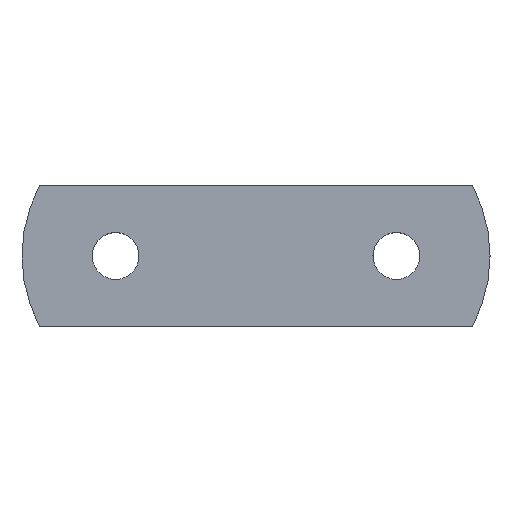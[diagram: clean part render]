
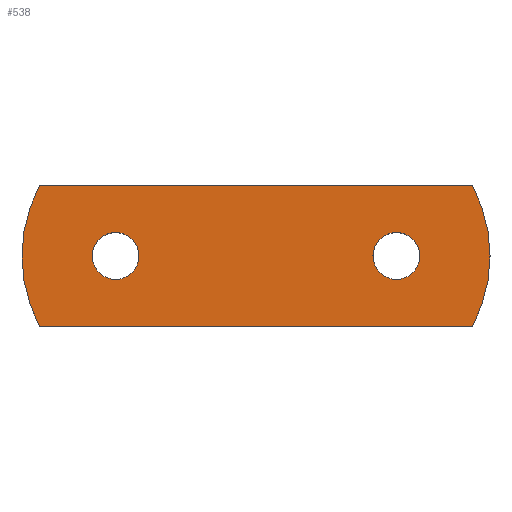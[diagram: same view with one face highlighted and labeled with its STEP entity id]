
A CAD part, top view. The second image highlights one B-rep face of the part: STEP entity #538.
In plain terms, the highlighted planar face has unit normal (0, 0, 1).
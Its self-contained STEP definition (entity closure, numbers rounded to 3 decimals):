
#2 = VERTEX_POINT ( 'NONE', #184 ) ;
#3 = CARTESIAN_POINT ( 'NONE',  ( 9., 0., 3. ) ) ;
#5 = CARTESIAN_POINT ( 'NONE',  ( 23.133, 7.5, 3. ) ) ;
#14 = VERTEX_POINT ( 'NONE', #242 ) ;
#16 = LINE ( 'NONE', #105, #247 ) ;
#23 = ORIENTED_EDGE ( 'NONE', *, *, #95, .T. ) ;
#29 = CARTESIAN_POINT ( 'NONE',  ( 12.5, 0., 3. ) ) ;
#31 = FACE_OUTER_BOUND ( 'NONE', #511, .T. ) ;
#32 = VERTEX_POINT ( 'NONE', #150 ) ;
#46 = CIRCLE ( 'NONE', #509, 2.5 ) ;
#50 = CARTESIAN_POINT ( 'NONE',  ( 17.5, 0., 3. ) ) ;
#58 = VECTOR ( 'NONE', #480, 1000. ) ;
#62 = VERTEX_POINT ( 'NONE', #566 ) ;
#67 = VERTEX_POINT ( 'NONE', #29 ) ;
#70 = AXIS2_PLACEMENT_3D ( 'NONE', #3, #270, #401 ) ;
#74 = EDGE_CURVE ( 'NONE', #369, #62, #219, .T. ) ;
#75 = FACE_BOUND ( 'NONE', #86, .T. ) ;
#76 = DIRECTION ( 'NONE',  ( 1., 0., 0. ) ) ;
#86 = EDGE_LOOP ( 'NONE', ( #495, #491 ) ) ;
#95 = EDGE_CURVE ( 'NONE', #62, #2, #126, .T. ) ;
#98 = ORIENTED_EDGE ( 'NONE', *, *, #159, .T. ) ;
#101 = CIRCLE ( 'NONE', #296, 2.5 ) ;
#105 = CARTESIAN_POINT ( 'NONE',  ( 23.133, -7.5, 3. ) ) ;
#125 = DIRECTION ( 'NONE',  ( 0., 0., -1. ) ) ;
#126 = CIRCLE ( 'NONE', #211, 16. ) ;
#127 = ORIENTED_EDGE ( 'NONE', *, *, #172, .T. ) ;
#131 = CARTESIAN_POINT ( 'NONE',  ( -9., 0., 3. ) ) ;
#132 = ORIENTED_EDGE ( 'NONE', *, *, #74, .T. ) ;
#137 = VERTEX_POINT ( 'NONE', #50 ) ;
#142 = VERTEX_POINT ( 'NONE', #482 ) ;
#150 = CARTESIAN_POINT ( 'NONE',  ( 23.133, -7.5, 3. ) ) ;
#159 = EDGE_CURVE ( 'NONE', #142, #14, #329, .T. ) ;
#162 = CARTESIAN_POINT ( 'NONE',  ( -9., 0., 3. ) ) ;
#163 = CIRCLE ( 'NONE', #583, 16. ) ;
#165 = CARTESIAN_POINT ( 'NONE',  ( 23.133, 7.5, 3. ) ) ;
#168 = DIRECTION ( 'NONE',  ( -1., 0., 0. ) ) ;
#172 = EDGE_CURVE ( 'NONE', #14, #142, #46, .T. ) ;
#173 = VERTEX_POINT ( 'NONE', #487 ) ;
#184 = CARTESIAN_POINT ( 'NONE',  ( -25., 0., 3. ) ) ;
#193 = AXIS2_PLACEMENT_3D ( 'NONE', #260, #575, #348 ) ;
#196 = CARTESIAN_POINT ( 'NONE',  ( 15., 0., 3. ) ) ;
#204 = DIRECTION ( 'NONE',  ( -1., 0., 0. ) ) ;
#211 = AXIS2_PLACEMENT_3D ( 'NONE', #131, #309, #76 ) ;
#214 = PLANE ( 'NONE',  #70 ) ;
#217 = ORIENTED_EDGE ( 'NONE', *, *, #311, .T. ) ;
#219 = LINE ( 'NONE', #165, #58 ) ;
#242 = CARTESIAN_POINT ( 'NONE',  ( -17.5, 0., 3. ) ) ;
#243 = EDGE_CURVE ( 'NONE', #173, #32, #16, .T. ) ;
#247 = VECTOR ( 'NONE', #373, 1000. ) ;
#251 = FACE_BOUND ( 'NONE', #359, .T. ) ;
#253 = AXIS2_PLACEMENT_3D ( 'NONE', #162, #298, #300 ) ;
#260 = CARTESIAN_POINT ( 'NONE',  ( -15., 0., 3. ) ) ;
#265 = AXIS2_PLACEMENT_3D ( 'NONE', #196, #476, #204 ) ;
#270 = DIRECTION ( 'NONE',  ( 0., 0., 1. ) ) ;
#286 = CARTESIAN_POINT ( 'NONE',  ( 9., 0., 3. ) ) ;
#296 = AXIS2_PLACEMENT_3D ( 'NONE', #324, #360, #410 ) ;
#298 = DIRECTION ( 'NONE',  ( 0., 0., 1. ) ) ;
#300 = DIRECTION ( 'NONE',  ( 1., 0., 0. ) ) ;
#309 = DIRECTION ( 'NONE',  ( 0., 0., 1. ) ) ;
#311 = EDGE_CURVE ( 'NONE', #32, #369, #163, .T. ) ;
#324 = CARTESIAN_POINT ( 'NONE',  ( 15., 0., 3. ) ) ;
#325 = DIRECTION ( 'NONE',  ( 1., 0., 0. ) ) ;
#329 = CIRCLE ( 'NONE', #193, 2.5 ) ;
#348 = DIRECTION ( 'NONE',  ( -1., 0., 0. ) ) ;
#356 = ORIENTED_EDGE ( 'NONE', *, *, #494, .T. ) ;
#359 = EDGE_LOOP ( 'NONE', ( #127, #98 ) ) ;
#360 = DIRECTION ( 'NONE',  ( 0., 0., -1. ) ) ;
#369 = VERTEX_POINT ( 'NONE', #5 ) ;
#373 = DIRECTION ( 'NONE',  ( 1., 0., 0. ) ) ;
#401 = DIRECTION ( 'NONE',  ( 1., 0., 0. ) ) ;
#410 = DIRECTION ( 'NONE',  ( -1., 0., 0. ) ) ;
#421 = CIRCLE ( 'NONE', #265, 2.5 ) ;
#476 = DIRECTION ( 'NONE',  ( 0., 0., -1. ) ) ;
#480 = DIRECTION ( 'NONE',  ( -1., 0., 0. ) ) ;
#482 = CARTESIAN_POINT ( 'NONE',  ( -12.5, 0., 3. ) ) ;
#487 = CARTESIAN_POINT ( 'NONE',  ( -23.133, -7.5, 3. ) ) ;
#491 = ORIENTED_EDGE ( 'NONE', *, *, #562, .T. ) ;
#494 = EDGE_CURVE ( 'NONE', #2, #173, #542, .T. ) ;
#495 = ORIENTED_EDGE ( 'NONE', *, *, #515, .T. ) ;
#509 = AXIS2_PLACEMENT_3D ( 'NONE', #531, #125, #168 ) ;
#511 = EDGE_LOOP ( 'NONE', ( #217, #132, #23, #356, #539 ) ) ;
#515 = EDGE_CURVE ( 'NONE', #67, #137, #421, .T. ) ;
#531 = CARTESIAN_POINT ( 'NONE',  ( -15., 0., 3. ) ) ;
#538 = ADVANCED_FACE ( 'NONE', ( #75, #251, #31 ), #214, .T. ) ;
#539 = ORIENTED_EDGE ( 'NONE', *, *, #243, .T. ) ;
#542 = CIRCLE ( 'NONE', #253, 16. ) ;
#548 = DIRECTION ( 'NONE',  ( 0., 0., 1. ) ) ;
#562 = EDGE_CURVE ( 'NONE', #137, #67, #101, .T. ) ;
#566 = CARTESIAN_POINT ( 'NONE',  ( -23.133, 7.5, 3. ) ) ;
#575 = DIRECTION ( 'NONE',  ( 0., 0., -1. ) ) ;
#583 = AXIS2_PLACEMENT_3D ( 'NONE', #286, #548, #325 ) ;
